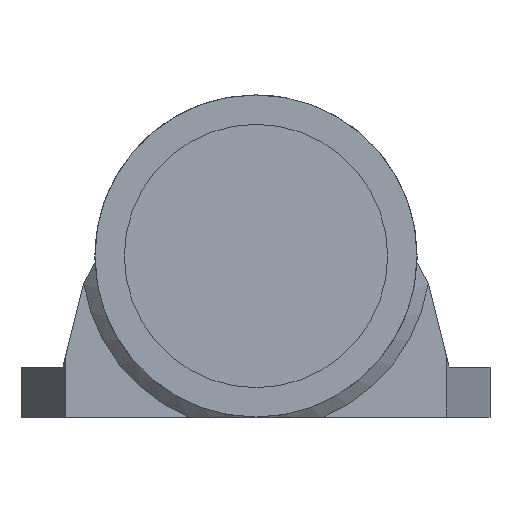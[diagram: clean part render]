
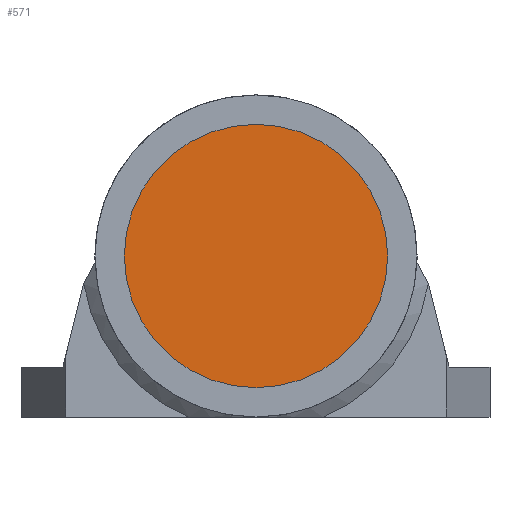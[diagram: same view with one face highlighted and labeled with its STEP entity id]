
A CAD part, left-side view. The second image highlights one B-rep face of the part: STEP entity #571.
In plain terms, the highlighted planar face has unit normal (-1, 0, 0).
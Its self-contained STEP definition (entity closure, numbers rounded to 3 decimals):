
#17 = AXIS2_PLACEMENT_3D ( 'NONE', #652, #654, #655 ) ;
#24 = EDGE_CURVE ( 'NONE', #707, #688, #639, .T. ) ;
#73 = EDGE_CURVE ( 'NONE', #688, #707, #485, .T. ) ;
#89 = AXIS2_PLACEMENT_3D ( 'NONE', #286, #287, #288 ) ;
#90 = AXIS2_PLACEMENT_3D ( 'NONE', #326, #333, #334 ) ;
#286 = CARTESIAN_POINT ( 'NONE',  ( -7., 0., 7.4 ) ) ;
#287 = DIRECTION ( 'NONE',  ( -1., 0., 0. ) ) ;
#288 = DIRECTION ( 'NONE',  ( 0., 0., 1. ) ) ;
#326 = CARTESIAN_POINT ( 'NONE',  ( -7., 0., 7.4 ) ) ;
#330 = PLANE ( 'NONE',  #90 ) ;
#333 = DIRECTION ( 'NONE',  ( -1., 0., 0. ) ) ;
#334 = DIRECTION ( 'NONE',  ( 0., 0., 1. ) ) ;
#394 = CARTESIAN_POINT ( 'NONE',  ( -7., 0., 13.45 ) ) ;
#425 = CARTESIAN_POINT ( 'NONE',  ( -7., 0., 1.35 ) ) ;
#485 = CIRCLE ( 'NONE', #89, 6.05 ) ;
#493 = FACE_OUTER_BOUND ( 'NONE', #609, .T. ) ;
#571 = ADVANCED_FACE ( 'NONE', ( #493 ), #330, .T. ) ;
#609 = EDGE_LOOP ( 'NONE', ( #778, #776 ) ) ;
#639 = CIRCLE ( 'NONE', #17, 6.05 ) ;
#652 = CARTESIAN_POINT ( 'NONE',  ( -7., 0., 7.4 ) ) ;
#654 = DIRECTION ( 'NONE',  ( -1., 0., 0. ) ) ;
#655 = DIRECTION ( 'NONE',  ( 0., 0., 1. ) ) ;
#688 = VERTEX_POINT ( 'NONE', #394 ) ;
#707 = VERTEX_POINT ( 'NONE', #425 ) ;
#776 = ORIENTED_EDGE ( 'NONE', *, *, #24, .T. ) ;
#778 = ORIENTED_EDGE ( 'NONE', *, *, #73, .T. ) ;
